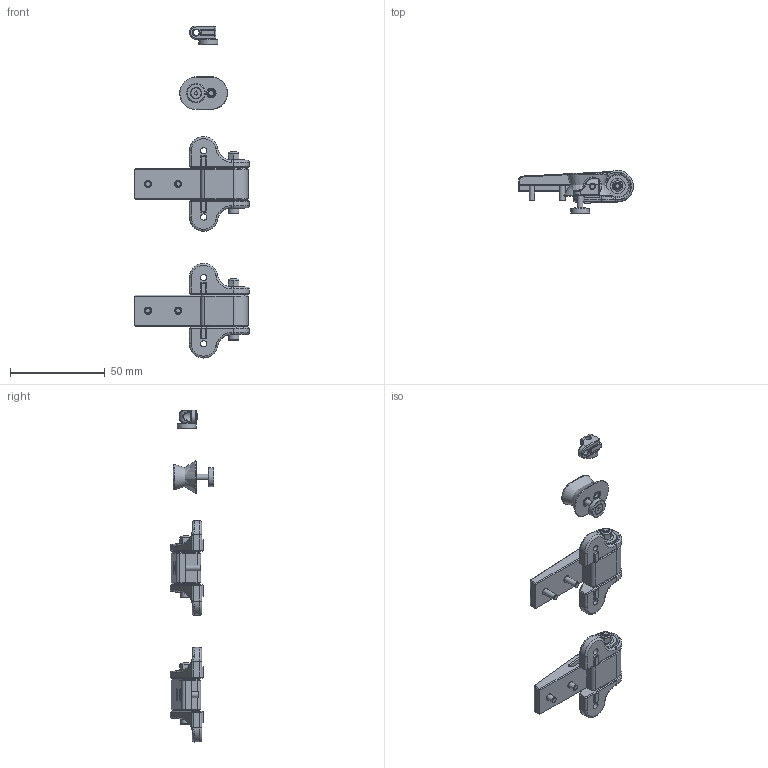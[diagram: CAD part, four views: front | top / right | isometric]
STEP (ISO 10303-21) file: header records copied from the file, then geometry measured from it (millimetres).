
FILE_DESCRIPTION(/* description */ ('STEP AP242','CAx-IF Rec.Pracs.---Representation and Presentation of Product Manufacturing Information (PMI)---4.0---2014-10-13','CAx-IF Rec.Pracs.---3D Tessellated Geometry---0.4---2014-09-14','2;1'),/* implementation_level */ '2;1');
FILE_NAME(/* name */ '65626b43252af45f020a1535',/* time_stamp */ '2023-11-25T21:46:44Z',/* author */ (''),/* organization */ (''),/* preprocessor_version */ 'ST-DEVELOPER v19.4',/* originating_system */ ' ',/* authorisation */ ' ');
FILE_SCHEMA (('AP242_MANAGED_MODEL_BASED_3D_ENGINEERING_MIM_LF { 1 0 10303 442 1 1 4 }'));
Length unit declared in the file: metre
Products named in the file (19): 1515 hinge; Part 2; M3 Shim Washer v2; Hex socket countersunk head screw M3x0.5 x 8; Socket button head screw M3x0.5 x 12; F623 Bearing v3; Socket button head screw M3x0.5 x 8; Part 1; Hex socket head cap screw M3x0.50 x 30; (Unsaved); Hex socket countersunk head screw M3x0.5 x 12; Part 3; 90576A102_Medium-Strength Steel Nylon-Insert Locknut
Assembly tree (31 placements, depth 2):
  1515 hinge
    Part 2  x2
    M3 Shim Washer v2  x4
    Hex socket countersunk head screw M3x0.5 x 8
    Socket button head screw M3x0.5 x 12  x2
    F623 Bearing v3  x4
    Socket button head screw M3x0.5 x 8  x2
    Part 2
    Part 1
    Hex socket head cap screw M3x0.50 x 30  x2
    (Unsaved)  x3
    Part 2
    Part 1
    Hex socket countersunk head screw M3x0.5 x 12
    Part 3
    Part 1
    90576A102_Medium-Strength Steel Nylon-Insert Locknut  x2
    Part 3
    Part 1
Bounding box: 60.6 x 23 x 175.5 mm (x, y, z)
Volume: 29457.1 mm3; surface area: 21011.5 mm2
Topology: 31 solids, 31 shells, 1177 faces, 2910 edges, 1834 vertices
Faces by surface type: plane 378, bspline 284, cylinder 247, cone 196, torus 60, sphere 12
Full cylindrical faces by diameter (mm): 2.35 x2, 2.9 x3, 3 x12, 3.2 x12, 3.259 x2, 3.3 x4, 3.4 x2, 4.1 x3, 4.25 x6, 4.7 x3, 5.4 x8, 5.5 x2, 5.54 x2, 6.2 x8, 7 x4, 7.9 x8, 10 x6, 10.2 x4, 11.5 x4
Entity records: 28541 total; most frequent: CARTESIAN_POINT 11695, DIRECTION 3309, ORIENTED_EDGE 3286, EDGE_CURVE 1643, AXIS2_PLACEMENT_3D 1316, VERTEX_POINT 1073, FACE_BOUND 952, EDGE_LOOP 947
